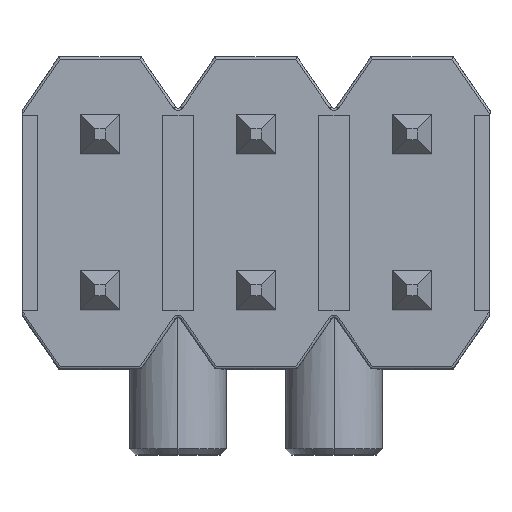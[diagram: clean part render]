
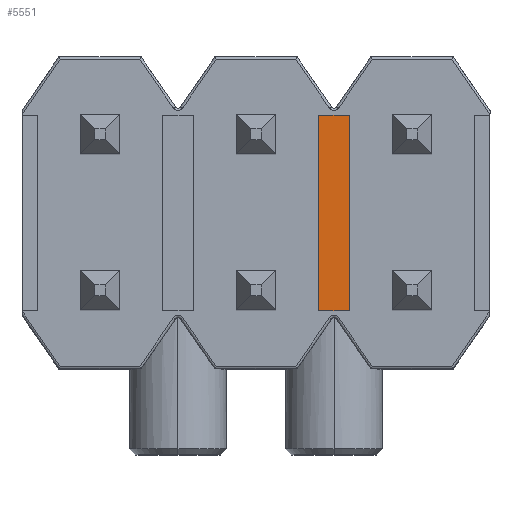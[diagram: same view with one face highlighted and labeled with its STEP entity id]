
A CAD part, top view. The second image highlights one B-rep face of the part: STEP entity #5551.
In plain terms, the highlighted planar face has unit normal (0, 0, 1).
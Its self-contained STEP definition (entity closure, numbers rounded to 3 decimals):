
#824 = EDGE_LOOP ( 'NONE', ( #9408, #7668, #7135, #8006 ) ) ;
#1103 = DIRECTION ( 'NONE',  ( 0., -1., 0. ) ) ;
#1144 = VECTOR ( 'NONE', #6630, 1000. ) ;
#1211 = LINE ( 'NONE', #4571, #8719 ) ;
#1279 = EDGE_CURVE ( 'NONE', #6626, #6145, #7657, .T. ) ;
#1427 = LINE ( 'NONE', #3814, #2919 ) ;
#1923 = AXIS2_PLACEMENT_3D ( 'NONE', #2218, #2286, #3826 ) ;
#2092 = FACE_OUTER_BOUND ( 'NONE', #824, .T. ) ;
#2218 = CARTESIAN_POINT ( 'NONE',  ( 0., 0., -0.3 ) ) ;
#2286 = DIRECTION ( 'NONE',  ( 0., 0., 1. ) ) ;
#2860 = EDGE_CURVE ( 'NONE', #5633, #6254, #7523, .T. ) ;
#2919 = VECTOR ( 'NONE', #6982, 1000. ) ;
#3457 = CARTESIAN_POINT ( 'NONE',  ( 1.52, 0., -0.3 ) ) ;
#3556 = CARTESIAN_POINT ( 'NONE',  ( 1.52, -1.59, -0.3 ) ) ;
#3814 = CARTESIAN_POINT ( 'NONE',  ( 0., 1.59, -0.3 ) ) ;
#3826 = DIRECTION ( 'NONE',  ( 1., 0., 0. ) ) ;
#4223 = CARTESIAN_POINT ( 'NONE',  ( 1.02, -1.59, -0.3 ) ) ;
#4571 = CARTESIAN_POINT ( 'NONE',  ( 0., -1.59, -0.3 ) ) ;
#4852 = CARTESIAN_POINT ( 'NONE',  ( 1.02, 1.59, -0.3 ) ) ;
#5238 = DIRECTION ( 'NONE',  ( 1., 0., 0. ) ) ;
#5551 = ADVANCED_FACE ( 'NONE', ( #2092 ), #7024, .T. ) ;
#5633 = VERTEX_POINT ( 'NONE', #7175 ) ;
#6028 = CARTESIAN_POINT ( 'NONE',  ( 1.02, 0., -0.3 ) ) ;
#6145 = VERTEX_POINT ( 'NONE', #4223 ) ;
#6254 = VERTEX_POINT ( 'NONE', #3556 ) ;
#6626 = VERTEX_POINT ( 'NONE', #4852 ) ;
#6630 = DIRECTION ( 'NONE',  ( 0., -1., 0. ) ) ;
#6982 = DIRECTION ( 'NONE',  ( 1., 0., 0. ) ) ;
#7024 = PLANE ( 'NONE',  #1923 ) ;
#7135 = ORIENTED_EDGE ( 'NONE', *, *, #1279, .T. ) ;
#7175 = CARTESIAN_POINT ( 'NONE',  ( 1.52, 1.59, -0.3 ) ) ;
#7523 = LINE ( 'NONE', #3457, #1144 ) ;
#7657 = LINE ( 'NONE', #6028, #8651 ) ;
#7668 = ORIENTED_EDGE ( 'NONE', *, *, #8929, .F. ) ;
#8006 = ORIENTED_EDGE ( 'NONE', *, *, #9887, .T. ) ;
#8651 = VECTOR ( 'NONE', #1103, 1000. ) ;
#8719 = VECTOR ( 'NONE', #5238, 1000. ) ;
#8929 = EDGE_CURVE ( 'NONE', #6626, #5633, #1427, .T. ) ;
#9408 = ORIENTED_EDGE ( 'NONE', *, *, #2860, .F. ) ;
#9887 = EDGE_CURVE ( 'NONE', #6145, #6254, #1211, .T. ) ;
